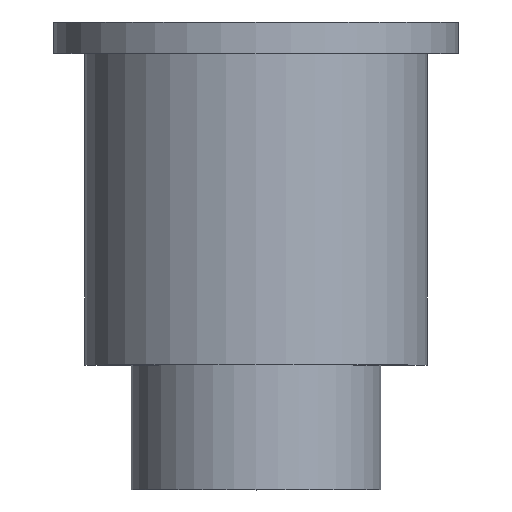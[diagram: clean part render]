
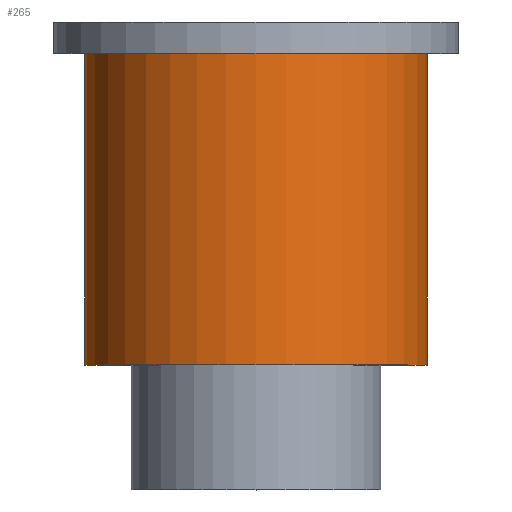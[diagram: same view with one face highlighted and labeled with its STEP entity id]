
A CAD part, top view. The second image highlights one B-rep face of the part: STEP entity #265.
In plain terms, the highlighted cylindrical face has radius 5.5 mm (diameter 11 mm), a partial arc.
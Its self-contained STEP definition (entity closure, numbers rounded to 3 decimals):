
#7=DIRECTION('',(0.,-1.,0.));
#8=VECTOR('',#7,10.);
#9=CARTESIAN_POINT('',(-5.5,-1.,0.));
#10=LINE('',#9,#8);
#11=CARTESIAN_POINT('',(0.,-1.,0.));
#12=DIRECTION('',(0.,1.,0.));
#13=DIRECTION('',(-1.,0.,0.));
#14=AXIS2_PLACEMENT_3D('',#11,#12,#13);
#16=DIRECTION('',(0.,-1.,0.));
#17=VECTOR('',#16,10.);
#18=CARTESIAN_POINT('',(5.5,-1.,0.));
#19=LINE('',#18,#17);
#189=CARTESIAN_POINT('',(0.,-11.,0.));
#190=DIRECTION('',(0.,1.,0.));
#191=DIRECTION('',(-1.,0.,0.));
#192=AXIS2_PLACEMENT_3D('',#189,#190,#191);
#194=CARTESIAN_POINT('',(-5.5,-1.,0.));
#195=CARTESIAN_POINT('',(-5.5,-11.,0.));
#196=VERTEX_POINT('',#194);
#197=VERTEX_POINT('',#195);
#210=CARTESIAN_POINT('',(5.5,-1.,0.));
#211=CARTESIAN_POINT('',(5.5,-11.,0.));
#212=VERTEX_POINT('',#210);
#213=VERTEX_POINT('',#211);
#252=CARTESIAN_POINT('',(0.,0.75,0.));
#253=DIRECTION('',(0.,-1.,0.));
#254=DIRECTION('',(-1.,0.,0.));
#255=AXIS2_PLACEMENT_3D('',#252,#253,#254);
#256=CYLINDRICAL_SURFACE('',#255,5.5);
#257=ORIENTED_EDGE('',*,*,#241,.F.);
#259=ORIENTED_EDGE('',*,*,#258,.T.);
#260=ORIENTED_EDGE('',*,*,#245,.T.);
#262=ORIENTED_EDGE('',*,*,#261,.F.);
#263=EDGE_LOOP('',(#257,#259,#260,#262));
#264=FACE_OUTER_BOUND('',#263,.F.);
#15=CIRCLE('',#14,5.5);
#193=CIRCLE('',#192,5.5);
#241=EDGE_CURVE('',#196,#197,#10,.T.);
#245=EDGE_CURVE('',#212,#213,#19,.T.);
#258=EDGE_CURVE('',#196,#212,#15,.T.);
#261=EDGE_CURVE('',#197,#213,#193,.T.);
#265=ADVANCED_FACE('',(#264),#256,.T.);
